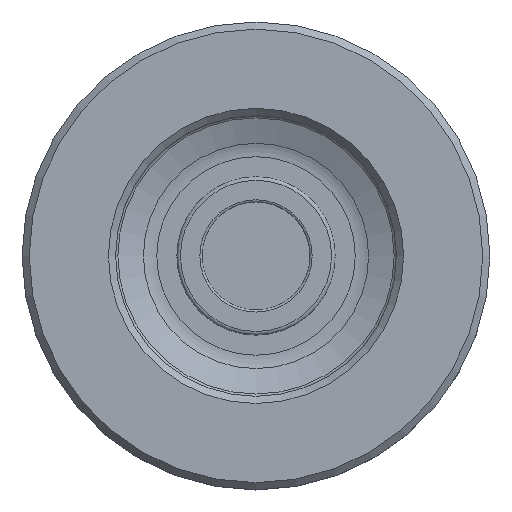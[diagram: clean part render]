
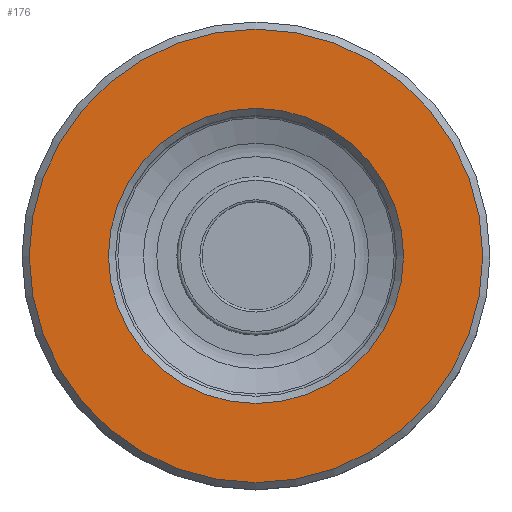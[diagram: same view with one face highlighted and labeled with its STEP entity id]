
A CAD part, top view. The second image highlights one B-rep face of the part: STEP entity #176.
In plain terms, the highlighted planar face has unit normal (0, 0, 1).
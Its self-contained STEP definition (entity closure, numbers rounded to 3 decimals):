
#176 = ADVANCED_FACE( '', ( #376, #377 ), #378, .F. );
#376 = FACE_BOUND( '', #2732, .T. );
#377 = FACE_OUTER_BOUND( '', #2733, .T. );
#378 = PLANE( '', #2734 );
#2732 = EDGE_LOOP( '', ( #3077 ) );
#2733 = EDGE_LOOP( '', ( #3078 ) );
#2734 = AXIS2_PLACEMENT_3D( '', #3079, #3080, #3081 );
#3077 = ORIENTED_EDGE( '', *, *, #3267, .T. );
#3078 = ORIENTED_EDGE( '', *, *, #3235, .T. );
#3079 = CARTESIAN_POINT( '', ( 0., 32.5, 18. ) );
#3080 = DIRECTION( '', ( 0., 0., -1. ) );
#3081 = DIRECTION( '', ( -1., 0., 0. ) );
#3235 = EDGE_CURVE( '', #3434, #3434, #3435, .F. );
#3267 = EDGE_CURVE( '', #3474, #3474, #3475, .T. );
#3434 = VERTEX_POINT( '', #4441 );
#3435 = CIRCLE( '', #4442, 31.5 );
#3474 = VERTEX_POINT( '', #4736 );
#3475 = CIRCLE( '', #4737, 20.5 );
#4441 = CARTESIAN_POINT( '', ( -31.5, 0., 18. ) );
#4442 = AXIS2_PLACEMENT_3D( '', #4878, #4879, #4880 );
#4736 = CARTESIAN_POINT( '', ( -20.5, 0., 18. ) );
#4737 = AXIS2_PLACEMENT_3D( '', #4905, #4906, #4907 );
#4878 = CARTESIAN_POINT( '', ( 0., 0., 18. ) );
#4879 = DIRECTION( '', ( 0., 0., -1. ) );
#4880 = DIRECTION( '', ( -1., 0., 0. ) );
#4905 = CARTESIAN_POINT( '', ( 0., 0., 18. ) );
#4906 = DIRECTION( '', ( 0., 0., -1. ) );
#4907 = DIRECTION( '', ( -1., 0., 0. ) );
